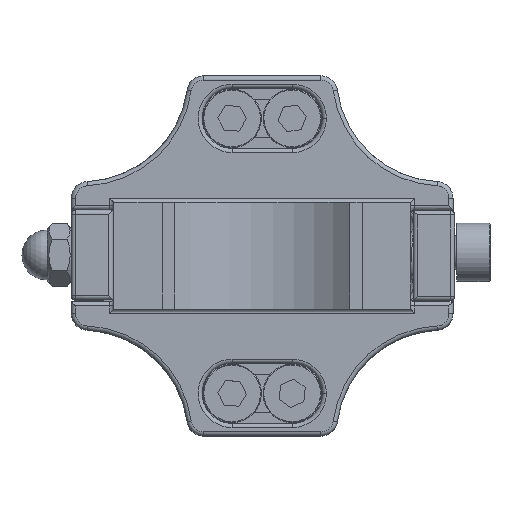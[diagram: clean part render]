
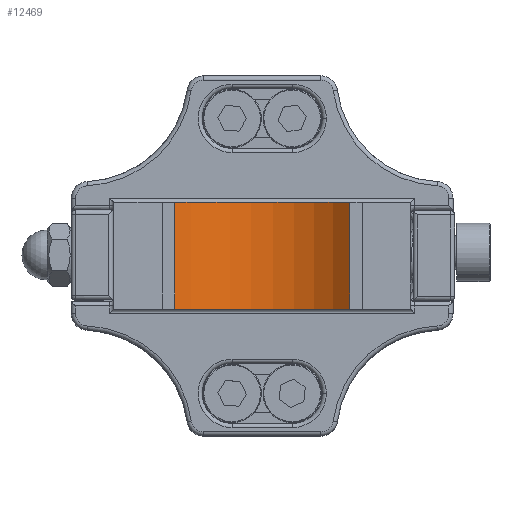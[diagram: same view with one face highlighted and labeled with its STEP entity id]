
A CAD part, top view. The second image highlights one B-rep face of the part: STEP entity #12469.
In plain terms, the highlighted cylindrical face has radius 15 mm (diameter 30 mm), a partial arc.
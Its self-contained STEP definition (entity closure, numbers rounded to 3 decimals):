
#2845 = CARTESIAN_POINT ( 'NONE',  ( -7.92, 10.199, 19.65 ) ) ;
#4195 = ORIENTED_EDGE ( 'NONE', *, *, #19993, .T. ) ;
#4295 = VERTEX_POINT ( 'NONE', #14850 ) ;
#6024 = CYLINDRICAL_SURFACE ( 'NONE', #21282, 15. ) ;
#6497 = AXIS2_PLACEMENT_3D ( 'NONE', #30042, #20303, #12867 ) ;
#7633 = DIRECTION ( 'NONE',  ( 0., 0., 1. ) ) ;
#7681 = CARTESIAN_POINT ( 'NONE',  ( -18.432, -2.601, 8.95 ) ) ;
#8820 = DIRECTION ( 'NONE',  ( 0., 0., 1. ) ) ;
#9040 = ORIENTED_EDGE ( 'NONE', *, *, #32159, .F. ) ;
#10353 = VERTEX_POINT ( 'NONE', #14439 ) ;
#12103 = LINE ( 'NONE', #24650, #14229 ) ;
#12139 = ORIENTED_EDGE ( 'NONE', *, *, #28857, .F. ) ;
#12469 = ADVANCED_FACE ( 'NONE', ( #31784 ), #6024, .F. ) ;
#12867 = DIRECTION ( 'NONE',  ( 0., 0., 1. ) ) ;
#14229 = VECTOR ( 'NONE', #22668, 1000. ) ;
#14439 = CARTESIAN_POINT ( 'NONE',  ( -18.432, 10.199, 8.95 ) ) ;
#14850 = CARTESIAN_POINT ( 'NONE',  ( 2.593, -2.601, 8.95 ) ) ;
#15389 = VECTOR ( 'NONE', #29399, 1000. ) ;
#15723 = DIRECTION ( 'NONE',  ( 0., 1., 0. ) ) ;
#16681 = CARTESIAN_POINT ( 'NONE',  ( -18.432, -17.801, 8.95 ) ) ;
#19225 = CARTESIAN_POINT ( 'NONE',  ( -7.92, -17.801, 19.65 ) ) ;
#19721 = VERTEX_POINT ( 'NONE', #30958 ) ;
#19993 = EDGE_CURVE ( 'NONE', #19721, #10353, #25439, .T. ) ;
#20303 = DIRECTION ( 'NONE',  ( 0., 1., 0. ) ) ;
#20713 = AXIS2_PLACEMENT_3D ( 'NONE', #2845, #15723, #7633 ) ;
#20778 = CIRCLE ( 'NONE', #6497, 15. ) ;
#21282 = AXIS2_PLACEMENT_3D ( 'NONE', #19225, #31463, #8820 ) ;
#22668 = DIRECTION ( 'NONE',  ( 0., -1., 0. ) ) ;
#24650 = CARTESIAN_POINT ( 'NONE',  ( 2.593, -17.801, 8.95 ) ) ;
#25209 = ORIENTED_EDGE ( 'NONE', *, *, #26379, .F. ) ;
#25439 = CIRCLE ( 'NONE', #20713, 15. ) ;
#26379 = EDGE_CURVE ( 'NONE', #27368, #10353, #26914, .T. ) ;
#26914 = LINE ( 'NONE', #16681, #15389 ) ;
#27368 = VERTEX_POINT ( 'NONE', #7681 ) ;
#28857 = EDGE_CURVE ( 'NONE', #4295, #27368, #20778, .T. ) ;
#29399 = DIRECTION ( 'NONE',  ( 0., 1., 0. ) ) ;
#30042 = CARTESIAN_POINT ( 'NONE',  ( -7.92, -2.601, 19.65 ) ) ;
#30958 = CARTESIAN_POINT ( 'NONE',  ( 2.593, 10.199, 8.95 ) ) ;
#31463 = DIRECTION ( 'NONE',  ( 0., 1., 0. ) ) ;
#31784 = FACE_OUTER_BOUND ( 'NONE', #32134, .T. ) ;
#32134 = EDGE_LOOP ( 'NONE', ( #12139, #9040, #4195, #25209 ) ) ;
#32159 = EDGE_CURVE ( 'NONE', #19721, #4295, #12103, .T. ) ;
